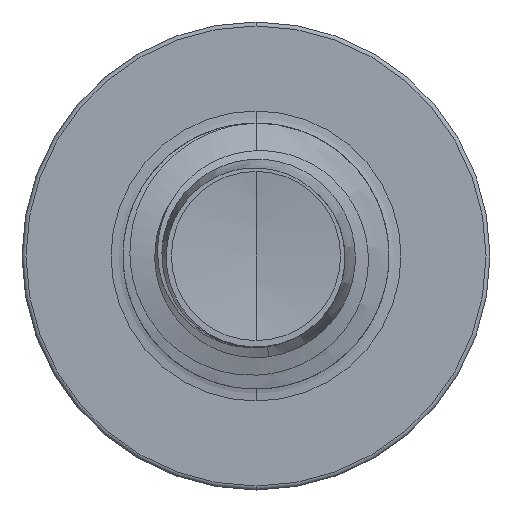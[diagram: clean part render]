
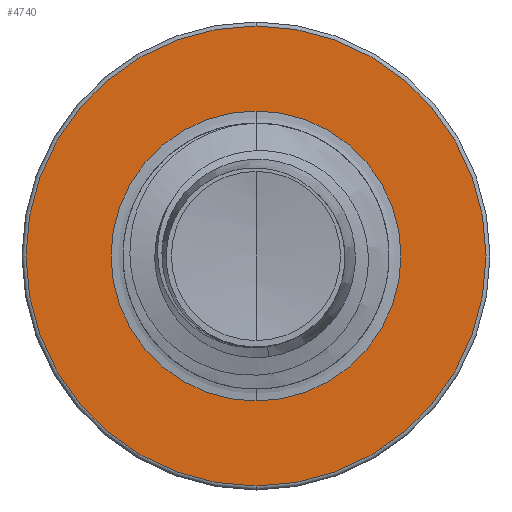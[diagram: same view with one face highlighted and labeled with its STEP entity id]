
A CAD part, front view. The second image highlights one B-rep face of the part: STEP entity #4740.
In plain terms, the highlighted planar face has unit normal (0, -1, 0).
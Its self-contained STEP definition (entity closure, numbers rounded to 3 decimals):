
#111 = CIRCLE ( 'NONE', #4835, 2.163 ) ;
#553 = DIRECTION ( 'NONE',  ( 0., 0., 1. ) ) ;
#654 = ORIENTED_EDGE ( 'NONE', *, *, #22883, .T. ) ;
#694 = CARTESIAN_POINT ( 'NONE',  ( 0., 7.5, 0. ) ) ;
#1177 = AXIS2_PLACEMENT_3D ( 'NONE', #19806, #19736, #19716 ) ;
#3089 = DIRECTION ( 'NONE',  ( 0., 0., 1. ) ) ;
#3826 = CARTESIAN_POINT ( 'NONE',  ( 0., 7.5, -2.162 ) ) ;
#4168 = FACE_OUTER_BOUND ( 'NONE', #15559, .T. ) ;
#4302 = DIRECTION ( 'NONE',  ( 0., 0., 1. ) ) ;
#4355 = DIRECTION ( 'NONE',  ( 0., 1., 0. ) ) ;
#4379 = CARTESIAN_POINT ( 'NONE',  ( 0., 7.5, 0. ) ) ;
#4443 = EDGE_CURVE ( 'NONE', #21605, #20122, #111, .T. ) ;
#4740 = ADVANCED_FACE ( 'NONE', ( #4168, #15833 ), #19826, .F. ) ;
#4835 = AXIS2_PLACEMENT_3D ( 'NONE', #4379, #4355, #4302 ) ;
#5876 = ORIENTED_EDGE ( 'NONE', *, *, #16202, .T. ) ;
#5895 = AXIS2_PLACEMENT_3D ( 'NONE', #22566, #13109, #553 ) ;
#7737 = EDGE_LOOP ( 'NONE', ( #5876, #654 ) ) ;
#9809 = CARTESIAN_POINT ( 'NONE',  ( 0., 7.5, 2.163 ) ) ;
#10218 = AXIS2_PLACEMENT_3D ( 'NONE', #21698, #11709, #22984 ) ;
#11709 = DIRECTION ( 'NONE',  ( 0., 1., 0. ) ) ;
#12873 = CIRCLE ( 'NONE', #5895, 1.363 ) ;
#13109 = DIRECTION ( 'NONE',  ( 0., 1., 0. ) ) ;
#14019 = CIRCLE ( 'NONE', #10218, 1.363 ) ;
#15037 = EDGE_CURVE ( 'NONE', #20122, #21605, #21347, .T. ) ;
#15104 = DIRECTION ( 'NONE',  ( 0., 1., 0. ) ) ;
#15559 = EDGE_LOOP ( 'NONE', ( #22298, #19033 ) ) ;
#15795 = CARTESIAN_POINT ( 'NONE',  ( 0., 7.5, -1.363 ) ) ;
#15833 = FACE_BOUND ( 'NONE', #7737, .T. ) ;
#16202 = EDGE_CURVE ( 'NONE', #17647, #20830, #12873, .T. ) ;
#17647 = VERTEX_POINT ( 'NONE', #21873 ) ;
#19033 = ORIENTED_EDGE ( 'NONE', *, *, #15037, .F. ) ;
#19293 = AXIS2_PLACEMENT_3D ( 'NONE', #694, #15104, #3089 ) ;
#19716 = DIRECTION ( 'NONE',  ( 0., 0., 1. ) ) ;
#19736 = DIRECTION ( 'NONE',  ( 0., 1., 0. ) ) ;
#19806 = CARTESIAN_POINT ( 'NONE',  ( 0., 7.5, -1.363 ) ) ;
#19826 = PLANE ( 'NONE',  #1177 ) ;
#20122 = VERTEX_POINT ( 'NONE', #3826 ) ;
#20830 = VERTEX_POINT ( 'NONE', #15795 ) ;
#21347 = CIRCLE ( 'NONE', #19293, 2.163 ) ;
#21605 = VERTEX_POINT ( 'NONE', #9809 ) ;
#21698 = CARTESIAN_POINT ( 'NONE',  ( 0., 7.5, 0. ) ) ;
#21873 = CARTESIAN_POINT ( 'NONE',  ( 0., 7.5, 1.363 ) ) ;
#22298 = ORIENTED_EDGE ( 'NONE', *, *, #4443, .F. ) ;
#22566 = CARTESIAN_POINT ( 'NONE',  ( 0., 7.5, 0. ) ) ;
#22883 = EDGE_CURVE ( 'NONE', #20830, #17647, #14019, .T. ) ;
#22984 = DIRECTION ( 'NONE',  ( 0., 0., 1. ) ) ;
